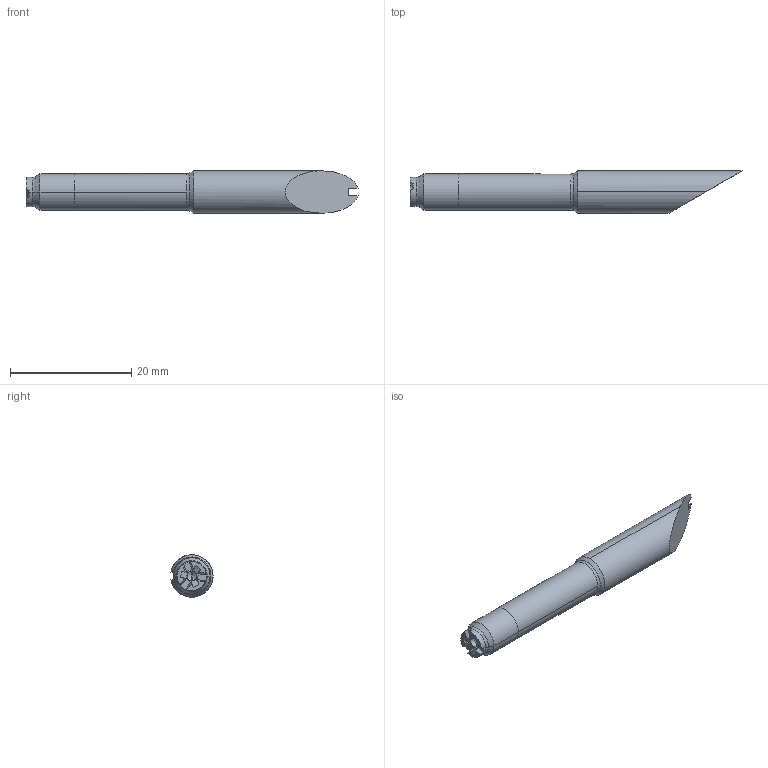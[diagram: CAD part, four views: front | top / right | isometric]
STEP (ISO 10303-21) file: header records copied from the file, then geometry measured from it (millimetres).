
FILE_DESCRIPTION (( 'STEP AP214' ), '1' );
FILE_NAME ('D07.A07.30_HM~1.STEP', '2016-06-14T06:49:09', ( '' ), ( '' ), 'SwSTEP 2.0', 'SolidWorks 2015', '' );
FILE_SCHEMA (( 'AUTOMOTIVE_DESIGN' ));
Length unit declared in the file: millimetre
Products named in the file (1): D07.A07.30_HM~1
Bounding box: 54.72 x 6.95 x 7 mm (x, y, z)
Volume: 1525.7 mm3; surface area: 1221.6 mm2
Topology: 2 solids, 2 shells, 58 faces, 153 edges, 97 vertices
Faces by surface type: cylinder 20, plane 18, bspline 12, cone 5, torus 3
Entity records: 2019 total; most frequent: CARTESIAN_POINT 667, ORIENTED_EDGE 302, DIRECTION 228, EDGE_CURVE 151, VERTEX_POINT 97, AXIS2_PLACEMENT_3D 89, EDGE_LOOP 60, FACE_OUTER_BOUND 58
